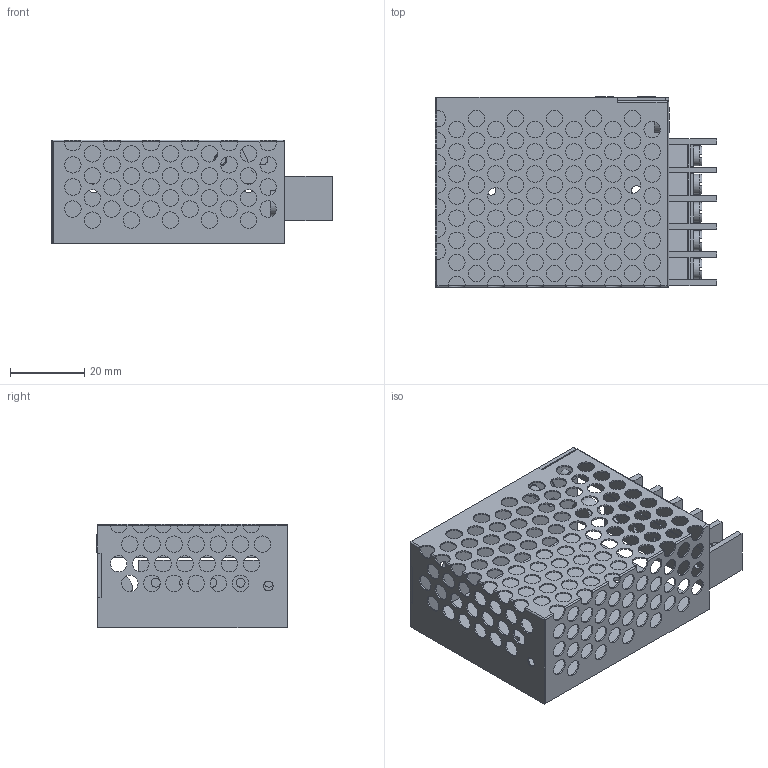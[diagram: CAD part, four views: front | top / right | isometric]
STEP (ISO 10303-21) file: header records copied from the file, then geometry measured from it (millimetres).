
FILE_DESCRIPTION(/* description */ (''),/* implementation_level */ '2;1');
FILE_NAME(/* name */ 'Mean Well RS-15-5.step',/* time_stamp */ '2021-04-30T22:02:14+02:00',/* author */ (''),/* organization */ (''),/* preprocessor_version */ 'ST-DEVELOPER v18.1',/* originating_system */ 'Autodesk Translation Framework v10.6.0.1341',/* authorisation */ '');
FILE_SCHEMA (('AUTOMOTIVE_DESIGN { 1 0 10303 214 3 1 1 }'));
Length unit declared in the file: millimetre
Products named in the file (22): Mean Well RS-15-5; 1; 2; 3; 4; 5; 6; 7; 8; 9; 10; 11; 12; 13; 14; 15; 16; 17; 18; 19; 20; 21
Assembly tree (21 placements, depth 2):
  Mean Well RS-15-5
    1
    2
    3
    4
    5
    6
    7
    8
    9
    10
    11
    12
    13
    14
    15
    16
    17
    18
    19
    20
    21
Bounding box: 75.46 x 51.15 x 27.92 mm (x, y, z)
Volume: 10259.2 mm3; surface area: 24408 mm2
Topology: 21 solids, 21 shells, 592 faces, 1605 edges, 1037 vertices
Faces by surface type: plane 306, cylinder 272, torus 10, cone 4
Full cylindrical faces by diameter (mm): 2.375 x1, 2.401 x15, 2.527 x4, 2.603 x1, 2.906 x7, 4.422 x140, 5.357 x5, 6.697 x1
Entity records: 20348 total; most frequent: CARTESIAN_POINT 3547, DIRECTION 3462, ORIENTED_EDGE 3210, EDGE_CURVE 1605, AXIS2_PLACEMENT_3D 1260, VERTEX_POINT 1037, LINE 942, VECTOR 942
